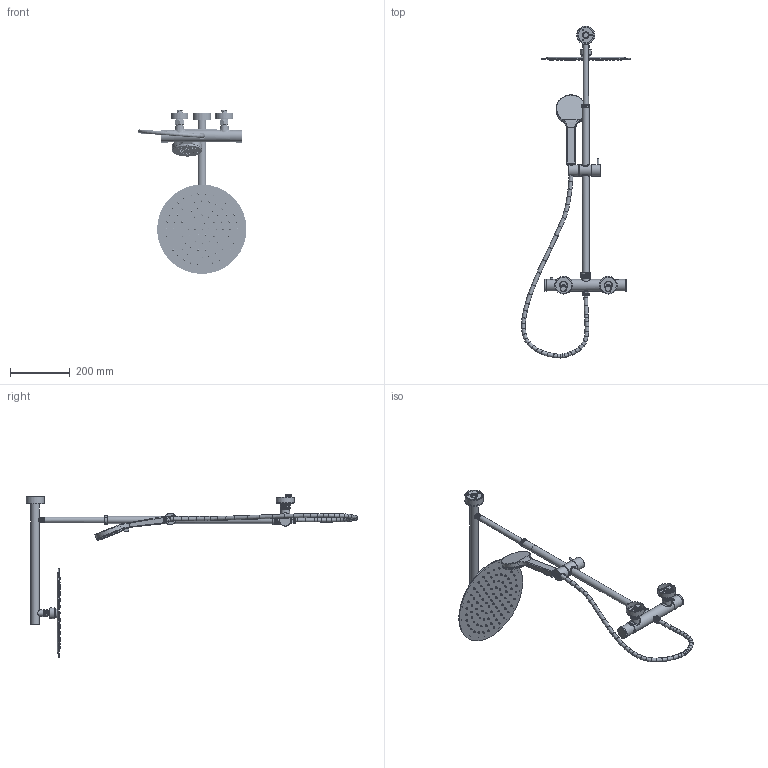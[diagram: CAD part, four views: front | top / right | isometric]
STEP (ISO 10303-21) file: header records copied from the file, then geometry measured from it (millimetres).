
FILE_DESCRIPTION(/* description */ (''),/* implementation_level */ '2;1');
FILE_NAME(/* name */ 'FD5-ANA-7U-11',/* time_stamp */ '2020-10-12T14:58:17+08:00',/* author */ (''),/* organization */ (''),/* preprocessor_version */ 'ST-DEVELOPER v9',/* originating_system */ 'UGS - NX 4.0',/* authorisation */ '');
FILE_SCHEMA (('CONFIG_CONTROL_DESIGN'));
Length unit declared in the file: millimetre
Products named in the file (1): NP75-TRV7U
Bounding box: 365.74 x 1114.38 x 549.97 mm (x, y, z)
Volume: 1972265.6 mm3; surface area: 510148.5 mm2
Topology: 25 solids, 27 shells, 2002 faces, 4507 edges, 2990 vertices
Faces by surface type: plane 804, cylinder 602, bspline 213, extrusion 176, cone 138, torus 58, sphere 11
Full cylindrical faces by diameter (mm): 0.864 x53, 1 x91, 1.08 x10, 1.2 x6, 2.592 x53, 2.968 x91, 3.24 x10, 3.6 x6, 4.179 x7, 4.279 x7, 5.5 x3, 6 x1, 7 x1, 9 x1, 12 x1, 12.5 x1, 13 x5, 14 x2, 15 x5, 16.5 x1, 17 x6, 17.5 x1, 18.6 x1, 19 x2, 20 x2, 21 x2, 22 x5, 22.2 x1, 23 x3, 24 x3
Entity records: 75332 total; most frequent: CARTESIAN_POINT 36851, ORIENTED_EDGE 7144, DIRECTION 7104, EDGE_CURVE 3572, EDGE_LOOP 3067, AXIS2_PLACEMENT_3D 3044, VERTEX_POINT 2674, ADVANCED_FACE 1986
